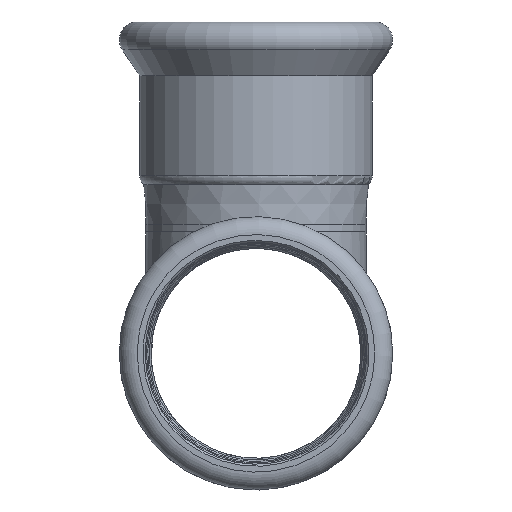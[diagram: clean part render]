
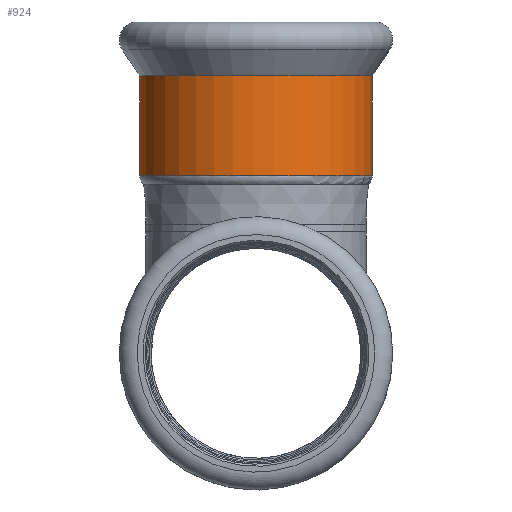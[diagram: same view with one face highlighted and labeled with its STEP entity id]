
A CAD part, left-side view. The second image highlights one B-rep face of the part: STEP entity #924.
In plain terms, the highlighted cylindrical face has radius 22.7 mm (diameter 45.4 mm), a full revolution.
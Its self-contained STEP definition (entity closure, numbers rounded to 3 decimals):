
#86=LINE('',#4756,#115);
#115=VECTOR('',#1361,22.7);
#135=CYLINDRICAL_SURFACE('',#1076,22.7);
#194=FACE_OUTER_BOUND('',#261,.T.);
#261=EDGE_LOOP('',(#764,#765,#766,#767));
#347=CIRCLE('',#1077,22.7);
#348=CIRCLE('',#1078,22.7);
#424=VERTEX_POINT('',#4753);
#425=VERTEX_POINT('',#4755);
#540=EDGE_CURVE('',#424,#424,#347,.T.);
#541=EDGE_CURVE('',#424,#425,#86,.T.);
#542=EDGE_CURVE('',#425,#425,#348,.T.);
#764=ORIENTED_EDGE('',*,*,#540,.F.);
#765=ORIENTED_EDGE('',*,*,#541,.T.);
#766=ORIENTED_EDGE('',*,*,#542,.T.);
#767=ORIENTED_EDGE('',*,*,#541,.F.);
#924=ADVANCED_FACE('',(#194),#135,.T.);
#1076=AXIS2_PLACEMENT_3D('',#4752,#1357,#1358);
#1077=AXIS2_PLACEMENT_3D('',#4754,#1359,#1360);
#1078=AXIS2_PLACEMENT_3D('',#4757,#1362,#1363);
#1357=DIRECTION('center_axis',(0.,0.,
1.));
#1358=DIRECTION('ref_axis',(-0.479,0.878,0.));
#1359=DIRECTION('center_axis',(0.,0.,
1.));
#1360=DIRECTION('ref_axis',(-1.,0.,0.));
#1361=DIRECTION('',(0.,0.,-1.));
#1362=DIRECTION('center_axis',(0.,0.,
1.));
#1363=DIRECTION('ref_axis',(-1.,0.,0.));
#4752=CARTESIAN_POINT('Origin',(0.,0.,
32.925));
#4753=CARTESIAN_POINT('',(10.883,-19.921,54.2));
#4754=CARTESIAN_POINT('Origin',(0.,0.,
54.2));
#4755=CARTESIAN_POINT('',(10.883,-19.921,34.7));
#4756=CARTESIAN_POINT('',(10.883,-19.921,32.925));
#4757=CARTESIAN_POINT('Origin',(0.,0.,
34.7));
